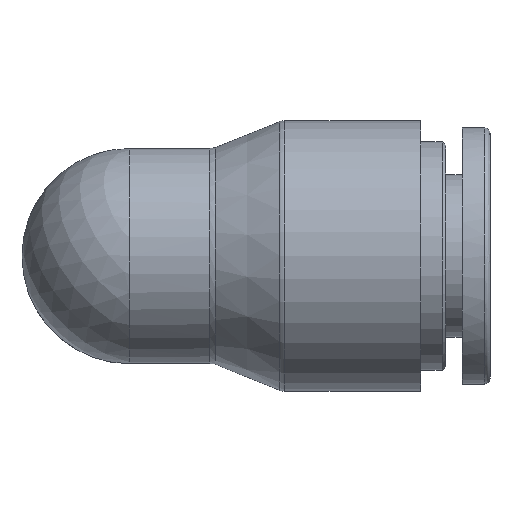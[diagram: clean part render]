
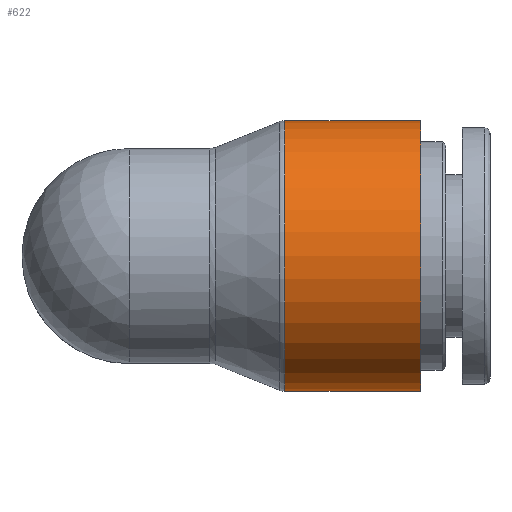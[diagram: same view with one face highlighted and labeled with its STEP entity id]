
A CAD part, top view. The second image highlights one B-rep face of the part: STEP entity #622.
In plain terms, the highlighted cylindrical face has radius 9.75 mm (diameter 19.5 mm), a full revolution.
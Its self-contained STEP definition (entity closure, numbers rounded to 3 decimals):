
#591=CARTESIAN_POINT('',(11.193,9.75,0.));
#592=VERTEX_POINT('',#591);
#593=CARTESIAN_POINT('',(11.193,0.0,0.0));
#594=DIRECTION('',(-1.0,0.0,0.0));
#595=DIRECTION('',(0.0,-1.0,0.0));
#596=AXIS2_PLACEMENT_3D('',#593,#594,#595);
#597=CIRCLE('',#596,9.75);
#598=EDGE_CURVE('',#592,#592,#597,.T.);
#603=CARTESIAN_POINT('',(16.0,0.0,0.0));
#604=DIRECTION('',(1.0,0.0,0.0));
#605=DIRECTION('',(0.0,1.0,0.0));
#606=AXIS2_PLACEMENT_3D('',#603,#604,#605);
#607=CYLINDRICAL_SURFACE('',#606,9.75);
#608=CARTESIAN_POINT('',(21.0,9.75,0.0));
#609=VERTEX_POINT('',#608);
#610=CARTESIAN_POINT('',(21.0,0.0,0.0));
#611=DIRECTION('',(1.0,0.0,0.0));
#612=DIRECTION('',(0.0,1.0,0.0));
#613=AXIS2_PLACEMENT_3D('',#610,#611,#612);
#614=CIRCLE('',#613,9.75);
#615=EDGE_CURVE('',#609,#609,#614,.T.);
#616=ORIENTED_EDGE('',*,*,#615,.F.);
#617=EDGE_LOOP('',(#616));
#618=FACE_OUTER_BOUND('',#617,.T.);
#619=ORIENTED_EDGE('',*,*,#598,.F.);
#620=EDGE_LOOP('',(#619));
#621=FACE_BOUND('',#620,.T.);
#622=ADVANCED_FACE('',(#618,#621),#607,.T.);
